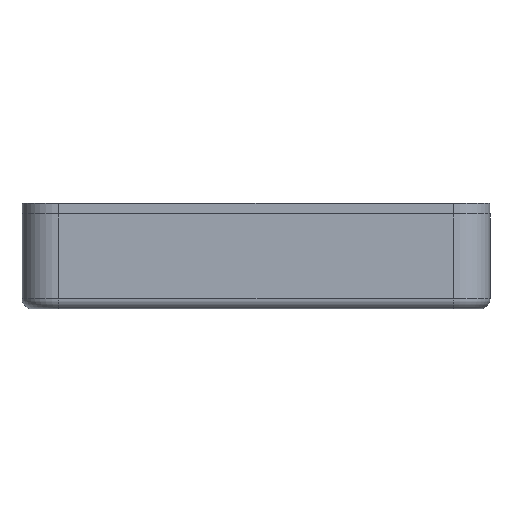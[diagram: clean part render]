
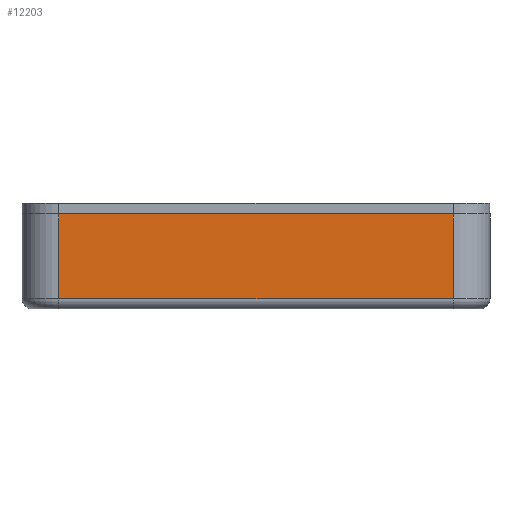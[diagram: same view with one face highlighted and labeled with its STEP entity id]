
A CAD part, front view. The second image highlights one B-rep face of the part: STEP entity #12203.
In plain terms, the highlighted planar face has unit normal (0, -1, 0).
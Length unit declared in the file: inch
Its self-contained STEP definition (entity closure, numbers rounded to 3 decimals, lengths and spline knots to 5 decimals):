
#2149=FACE_OUTER_BOUND('',#2941,.T.);
#2941=EDGE_LOOP('',(#11310,#11311,#11312,#11313));
#3839=LINE('',#24043,#4753);
#3844=LINE('',#24065,#4758);
#3860=LINE('',#24110,#4774);
#3862=LINE('',#24122,#4776);
#4753=VECTOR('',#14526,0.3937);
#4758=VECTOR('',#14553,0.3937);
#4774=VECTOR('',#14593,0.3937);
#4776=VECTOR('',#14607,0.3937);
#5948=VERTEX_POINT('',#24035);
#5950=VERTEX_POINT('',#24041);
#5956=VERTEX_POINT('',#24063);
#5973=VERTEX_POINT('',#24108);
#7721=EDGE_CURVE('',#5950,#5948,#3839,.T.);
#7733=EDGE_CURVE('',#5956,#5950,#3844,.T.);
#7756=EDGE_CURVE('',#5973,#5956,#3860,.T.);
#7762=EDGE_CURVE('',#5948,#5973,#3862,.T.);
#11310=ORIENTED_EDGE('',*,*,#7721,.F.);
#11311=ORIENTED_EDGE('',*,*,#7733,.F.);
#11312=ORIENTED_EDGE('',*,*,#7756,.F.);
#11313=ORIENTED_EDGE('',*,*,#7762,.F.);
#11569=PLANE('',#12732);
#12203=ADVANCED_FACE('',(#2149),#11569,.T.);
#12732=AXIS2_PLACEMENT_3D('',#24124,#14609,#14610);
#14526=DIRECTION('',(-1.,0.,0.));
#14553=DIRECTION('',(0.,0.,-1.));
#14593=DIRECTION('',(1.,0.,0.));
#14607=DIRECTION('',(0.,0.,1.));
#14609=DIRECTION('center_axis',(0.,-1.,0.));
#14610=DIRECTION('ref_axis',(1.,0.,0.));
#24035=CARTESIAN_POINT('',(-0.98425,-0.59055,0.05512));
#24041=CARTESIAN_POINT('',(1.14252,-0.59055,0.05512));
#24043=CARTESIAN_POINT('',(-0.55098,-0.59055,0.05512));
#24063=CARTESIAN_POINT('',(1.14252,-0.59055,0.51181));
#24065=CARTESIAN_POINT('',(1.14252,-0.59055,0.));
#24108=CARTESIAN_POINT('',(-0.98425,-0.59055,0.51181));
#24110=CARTESIAN_POINT('',(-1.1811,-0.59055,0.51181));
#24122=CARTESIAN_POINT('',(-0.98425,-0.59055,0.));
#24124=CARTESIAN_POINT('Origin',(-1.1811,-0.59055,0.));
